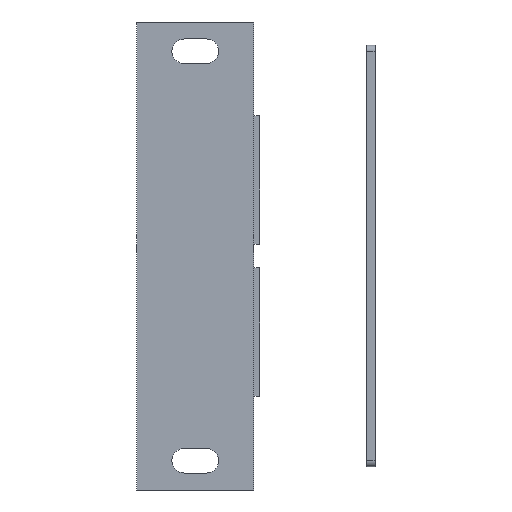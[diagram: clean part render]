
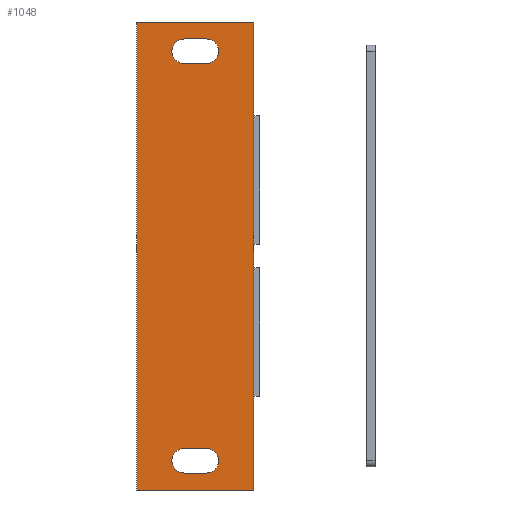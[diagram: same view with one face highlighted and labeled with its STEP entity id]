
A CAD part, front view. The second image highlights one B-rep face of the part: STEP entity #1048.
In plain terms, the highlighted planar face has unit normal (0, -1, 0).
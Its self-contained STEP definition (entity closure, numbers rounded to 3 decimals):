
#7 = EDGE_LOOP ( 'NONE', ( #1655, #1654, #1656, #1653 ) ) ;
#24 = EDGE_LOOP ( 'NONE', ( #1649, #1651, #1650, #1652 ) ) ;
#165 = LINE ( 'NONE', #2199, #2103 ) ;
#169 = LINE ( 'NONE', #2128, #2094 ) ;
#173 = LINE ( 'NONE', #2140, #2089 ) ;
#174 = LINE ( 'NONE', #2201, #2088 ) ;
#194 = LINE ( 'NONE', #937, #2061 ) ;
#195 = LINE ( 'NONE', #895, #2057 ) ;
#196 = LINE ( 'NONE', #942, #2101 ) ;
#197 = LINE ( 'NONE', #938, #1332 ) ;
#262 = FACE_BOUND ( 'NONE', #1731, .T. ) ;
#263 = FACE_BOUND ( 'NONE', #24, .T. ) ;
#264 = FACE_OUTER_BOUND ( 'NONE', #7, .T. ) ;
#547 = CARTESIAN_POINT ( 'NONE',  ( -1.9, 0., 37.1 ) ) ;
#762 = EDGE_CURVE ( 'NONE', #1569, #1604, #165, .T. ) ;
#766 = EDGE_CURVE ( 'NONE', #1597, #1569, #169, .T. ) ;
#770 = EDGE_CURVE ( 'NONE', #1573, #1604, #173, .T. ) ;
#771 = EDGE_CURVE ( 'NONE', #1597, #1573, #174, .T. ) ;
#772 = EDGE_CURVE ( 'NONE', #1581, #1624, #2090, .T. ) ;
#895 = CARTESIAN_POINT ( 'NONE',  ( -1.9, 0., -32.9 ) ) ;
#897 = DIRECTION ( 'NONE',  ( 0., 1., 0. ) ) ;
#906 = DIRECTION ( 'NONE',  ( 0., 1., 0. ) ) ;
#910 = DIRECTION ( 'NONE',  ( 0., 0., -1. ) ) ;
#912 = CARTESIAN_POINT ( 'NONE',  ( 1.9, 0., 35. ) ) ;
#913 = DIRECTION ( 'NONE',  ( 0., 0., 1. ) ) ;
#917 = DIRECTION ( 'NONE',  ( 0., 1., 0. ) ) ;
#921 = DIRECTION ( 'NONE',  ( -1., 0., 0. ) ) ;
#930 = DIRECTION ( 'NONE',  ( 0., 0., 1. ) ) ;
#931 = CARTESIAN_POINT ( 'NONE',  ( -1.9, 0., 35. ) ) ;
#937 = CARTESIAN_POINT ( 'NONE',  ( -1.9, 0., -37.1 ) ) ;
#938 = CARTESIAN_POINT ( 'NONE',  ( -1.9, 0., 37.1 ) ) ;
#940 = DIRECTION ( 'NONE',  ( 1., 0., 0. ) ) ;
#941 = CARTESIAN_POINT ( 'NONE',  ( -1.9, 0., -35. ) ) ;
#942 = CARTESIAN_POINT ( 'NONE',  ( -1.9, 0., 32.9 ) ) ;
#948 = DIRECTION ( 'NONE',  ( 1., 0., 0. ) ) ;
#949 = DIRECTION ( 'NONE',  ( -1., 0., 0. ) ) ;
#951 = DIRECTION ( 'NONE',  ( 0., 1., 0. ) ) ;
#952 = DIRECTION ( 'NONE',  ( 0., 0., 1. ) ) ;
#953 = CARTESIAN_POINT ( 'NONE',  ( 1.9, 0., -35. ) ) ;
#954 = DIRECTION ( 'NONE',  ( 0., 0., 1. ) ) ;
#978 = EDGE_CURVE ( 'NONE', #1590, #1581, #194, .T. ) ;
#979 = EDGE_CURVE ( 'NONE', #1624, #1603, #195, .T. ) ;
#980 = EDGE_CURVE ( 'NONE', #1572, #1643, #2081, .T. ) ;
#981 = EDGE_CURVE ( 'NONE', #1603, #1590, #2096, .T. ) ;
#982 = EDGE_CURVE ( 'NONE', #1610, #1572, #196, .T. ) ;
#983 = EDGE_CURVE ( 'NONE', #1643, #1580, #197, .T. ) ;
#984 = EDGE_CURVE ( 'NONE', #1580, #1610, #2100, .T. ) ;
#1048 = ADVANCED_FACE ( 'NONE', ( #262, #263, #264 ), #1213, .F. ) ;
#1163 = AXIS2_PLACEMENT_3D ( 'NONE', #1252, #1262, #1214 ) ;
#1213 = PLANE ( 'NONE',  #1163 ) ;
#1214 = DIRECTION ( 'NONE',  ( -1., 0., 0. ) ) ;
#1252 = CARTESIAN_POINT ( 'NONE',  ( -10., 0., 40. ) ) ;
#1262 = DIRECTION ( 'NONE',  ( 0., 1., 0. ) ) ;
#1330 = AXIS2_PLACEMENT_3D ( 'NONE', #912, #917, #930 ) ;
#1332 = VECTOR ( 'NONE', #940, 1000. ) ;
#1569 = VERTEX_POINT ( 'NONE', #1966 ) ;
#1572 = VERTEX_POINT ( 'NONE', #1961 ) ;
#1573 = VERTEX_POINT ( 'NONE', #1917 ) ;
#1580 = VERTEX_POINT ( 'NONE', #1913 ) ;
#1581 = VERTEX_POINT ( 'NONE', #1954 ) ;
#1590 = VERTEX_POINT ( 'NONE', #1955 ) ;
#1597 = VERTEX_POINT ( 'NONE', #1941 ) ;
#1603 = VERTEX_POINT ( 'NONE', #1907 ) ;
#1604 = VERTEX_POINT ( 'NONE', #1940 ) ;
#1610 = VERTEX_POINT ( 'NONE', #1895 ) ;
#1624 = VERTEX_POINT ( 'NONE', #1928 ) ;
#1643 = VERTEX_POINT ( 'NONE', #547 ) ;
#1645 = ORIENTED_EDGE ( 'NONE', *, *, #978, .T. ) ;
#1646 = ORIENTED_EDGE ( 'NONE', *, *, #979, .T. ) ;
#1647 = ORIENTED_EDGE ( 'NONE', *, *, #772, .T. ) ;
#1648 = ORIENTED_EDGE ( 'NONE', *, *, #981, .T. ) ;
#1649 = ORIENTED_EDGE ( 'NONE', *, *, #982, .T. ) ;
#1650 = ORIENTED_EDGE ( 'NONE', *, *, #983, .T. ) ;
#1651 = ORIENTED_EDGE ( 'NONE', *, *, #980, .T. ) ;
#1652 = ORIENTED_EDGE ( 'NONE', *, *, #984, .T. ) ;
#1653 = ORIENTED_EDGE ( 'NONE', *, *, #771, .T. ) ;
#1654 = ORIENTED_EDGE ( 'NONE', *, *, #762, .F. ) ;
#1655 = ORIENTED_EDGE ( 'NONE', *, *, #770, .T. ) ;
#1656 = ORIENTED_EDGE ( 'NONE', *, *, #766, .F. ) ;
#1731 = EDGE_LOOP ( 'NONE', ( #1645, #1647, #1646, #1648 ) ) ;
#1895 = CARTESIAN_POINT ( 'NONE',  ( 1.9, 0., 32.9 ) ) ;
#1907 = CARTESIAN_POINT ( 'NONE',  ( 1.9, 0., -32.9 ) ) ;
#1913 = CARTESIAN_POINT ( 'NONE',  ( 1.9, 0., 37.1 ) ) ;
#1917 = CARTESIAN_POINT ( 'NONE',  ( -10., 0., -40. ) ) ;
#1928 = CARTESIAN_POINT ( 'NONE',  ( -1.9, 0., -32.9 ) ) ;
#1940 = CARTESIAN_POINT ( 'NONE',  ( 10., 0., -40. ) ) ;
#1941 = CARTESIAN_POINT ( 'NONE',  ( -10., 0., 40. ) ) ;
#1954 = CARTESIAN_POINT ( 'NONE',  ( -1.9, 0., -37.1 ) ) ;
#1955 = CARTESIAN_POINT ( 'NONE',  ( 1.9, 0., -37.1 ) ) ;
#1961 = CARTESIAN_POINT ( 'NONE',  ( -1.9, 0., 32.9 ) ) ;
#1966 = CARTESIAN_POINT ( 'NONE',  ( 10., 0., 40. ) ) ;
#2057 = VECTOR ( 'NONE', #948, 1000. ) ;
#2061 = VECTOR ( 'NONE', #921, 1000. ) ;
#2067 = AXIS2_PLACEMENT_3D ( 'NONE', #953, #951, #954 ) ;
#2081 = CIRCLE ( 'NONE', #2104, 2.1 ) ;
#2087 = AXIS2_PLACEMENT_3D ( 'NONE', #941, #906, #913 ) ;
#2088 = VECTOR ( 'NONE', #910, 1000. ) ;
#2089 = VECTOR ( 'NONE', #2180, 1000. ) ;
#2090 = CIRCLE ( 'NONE', #2087, 2.1 ) ;
#2094 = VECTOR ( 'NONE', #2179, 1000. ) ;
#2096 = CIRCLE ( 'NONE', #2067, 2.1 ) ;
#2100 = CIRCLE ( 'NONE', #1330, 2.1 ) ;
#2101 = VECTOR ( 'NONE', #949, 1000. ) ;
#2103 = VECTOR ( 'NONE', #2192, 1000. ) ;
#2104 = AXIS2_PLACEMENT_3D ( 'NONE', #931, #897, #952 ) ;
#2128 = CARTESIAN_POINT ( 'NONE',  ( -10., 0., 40. ) ) ;
#2140 = CARTESIAN_POINT ( 'NONE',  ( -10., 0., -40. ) ) ;
#2179 = DIRECTION ( 'NONE',  ( 1., 0., 0. ) ) ;
#2180 = DIRECTION ( 'NONE',  ( 1., 0., 0. ) ) ;
#2192 = DIRECTION ( 'NONE',  ( 0., 0., -1. ) ) ;
#2199 = CARTESIAN_POINT ( 'NONE',  ( 10., 0., 40. ) ) ;
#2201 = CARTESIAN_POINT ( 'NONE',  ( -10., 0., 40. ) ) ;
